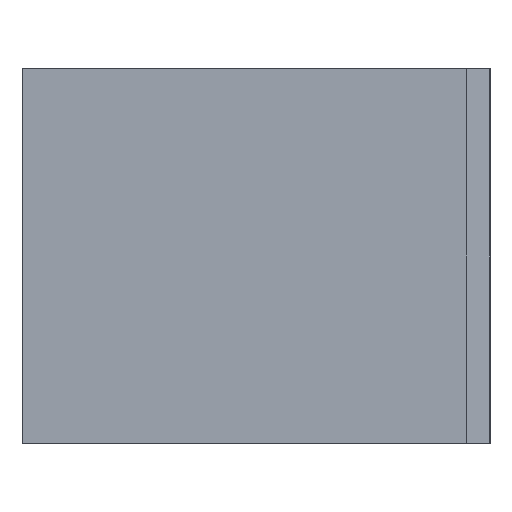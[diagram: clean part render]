
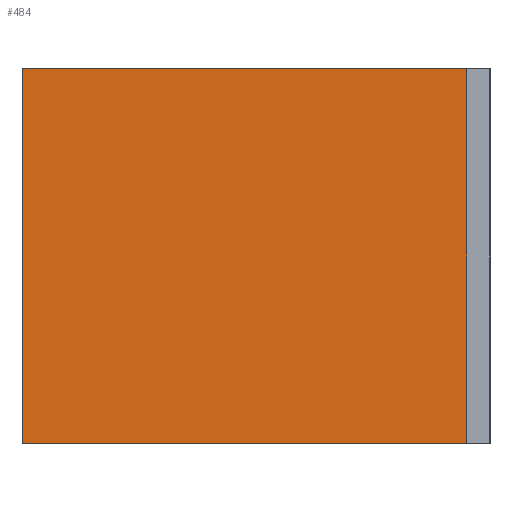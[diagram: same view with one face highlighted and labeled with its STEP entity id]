
A CAD part, left-side view. The second image highlights one B-rep face of the part: STEP entity #484.
In plain terms, the highlighted planar face has unit normal (-1, 0, 0).
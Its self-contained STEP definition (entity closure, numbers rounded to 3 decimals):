
#244=VECTOR('Line Direction',#243,1.) ;
#461=VECTOR('Line Direction',#460,1.) ;
#468=VECTOR('Line Direction',#467,1.) ;
#475=VECTOR('Line Direction',#474,1.) ;
#243=DIRECTION('Vector Direction',(0.,0.,1.)) ;
#455=DIRECTION('Axis2P3D Direction',(-1.,0.,0.)) ;
#456=DIRECTION('Axis2P3D XDirection',(0.,-1.,0.)) ;
#460=DIRECTION('Vector Direction',(0.,-1.,0.)) ;
#467=DIRECTION('Vector Direction',(0.,-1.,0.)) ;
#474=DIRECTION('Vector Direction',(0.,0.,1.)) ;
#239=CARTESIAN_POINT('Vertex',(-38.,0.,-8.)) ;
#242=CARTESIAN_POINT('Line Origine',(-38.,0.,0.)) ;
#246=CARTESIAN_POINT('Vertex',(-38.,0.,8.)) ;
#454=CARTESIAN_POINT('Axis2P3D Location',(-38.,0.,0.)) ;
#459=CARTESIAN_POINT('Line Origine',(-38.,-9.5,8.)) ;
#463=CARTESIAN_POINT('Vertex',(-38.,-19.,8.)) ;
#466=CARTESIAN_POINT('Line Origine',(-38.,-9.5,-8.)) ;
#470=CARTESIAN_POINT('Vertex',(-38.,-19.,-8.)) ;
#473=CARTESIAN_POINT('Line Origine',(-38.,-19.,0.)) ;
#457=AXIS2_PLACEMENT_3D('Plane Axis2P3D',#454,#455,#456) ;
#248=EDGE_CURVE('',#240,#247,#245,.T.) ;
#465=EDGE_CURVE('',#247,#464,#462,.T.) ;
#472=EDGE_CURVE('',#240,#471,#469,.T.) ;
#477=EDGE_CURVE('',#471,#464,#476,.T.) ;
#458=PLANE('Plane',#457) ;
#479=ORIENTED_EDGE('',*,*,#465,.F.) ;
#480=ORIENTED_EDGE('',*,*,#248,.F.) ;
#481=ORIENTED_EDGE('',*,*,#472,.T.) ;
#482=ORIENTED_EDGE('',*,*,#477,.T.) ;
#245=LINE('Line',#242,#244) ;
#462=LINE('Line',#459,#461) ;
#469=LINE('Line',#466,#468) ;
#476=LINE('Line',#473,#475) ;
#484=ADVANCED_FACE('Corps principal',(#483),#458,.T.) ;
#240=VERTEX_POINT('',#239) ;
#247=VERTEX_POINT('',#246) ;
#464=VERTEX_POINT('',#463) ;
#471=VERTEX_POINT('',#470) ;
#478=EDGE_LOOP('',(#479,#480,#481,#482)) ;
#483=FACE_OUTER_BOUND('',#478,.T.) ;
